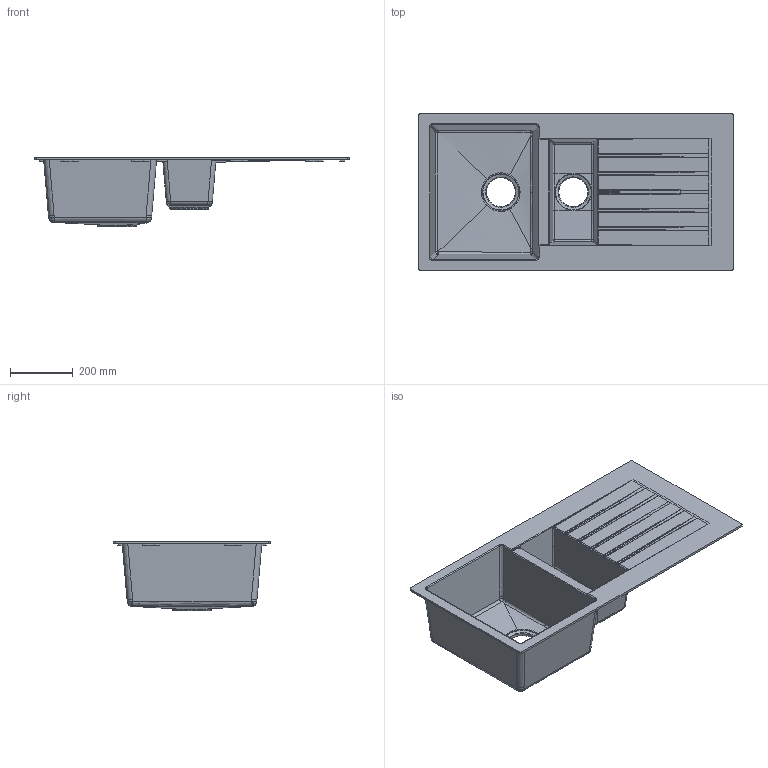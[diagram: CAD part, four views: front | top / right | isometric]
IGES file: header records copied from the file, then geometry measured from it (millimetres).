
Global section: file name: P005_04_03_2022.igs; preprocessor: I-DEAS 3D IGES Translator 14; date: 20230607.195522; units: millimetre
Bounding box: 1000 x 500 x 222 mm (x, y, z)
Volume: 7149588.7 mm3; surface area: 1800945.9 mm2
Topology: 1 solids, 1 shells, 591 faces, 1499 edges, 913 vertices
Faces by surface type: bspline 591
